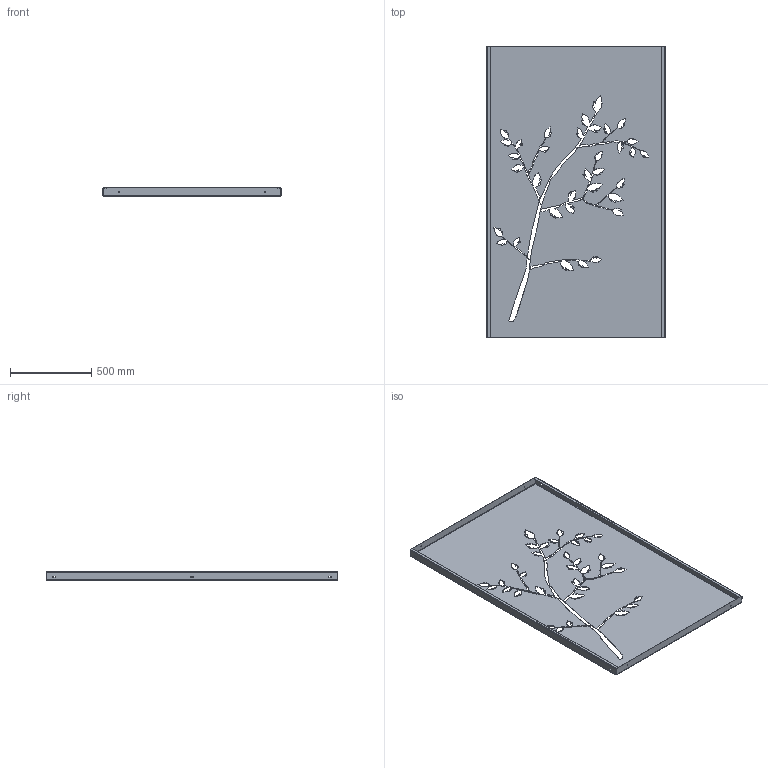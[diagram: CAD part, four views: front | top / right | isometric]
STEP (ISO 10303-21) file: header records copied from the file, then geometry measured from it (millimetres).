
FILE_DESCRIPTION (( 'STEP AP203' ), '1' );
FILE_NAME ('CPN03.STEP', '2019-09-26T14:19:41', ( '' ), ( '' ), 'SwSTEP 2.0', 'SolidWorks 2019', '' );
FILE_SCHEMA (( 'CONFIG_CONTROL_DESIGN' ));
Length unit declared in the file: millimetre
Products named in the file (1): CPN03
Bounding box: 1100 x 1800 x 50 mm (x, y, z)
Volume: 4445767.6 mm3; surface area: 4433373.8 mm2
Topology: 1 solids, 1 shells, 737 faces, 2157 edges, 1422 vertices
Faces by surface type: bspline 602, cylinder 68, plane 67
Entity records: 29764 total; most frequent: CARTESIAN_POINT 14131, ORIENTED_EDGE 4314, EDGE_CURVE 2157, VERTEX_POINT 1422, DIRECTION 1345, B_SPLINE_CURVE_WITH_KNOTS 1204, VECTOR 833, LINE 833
